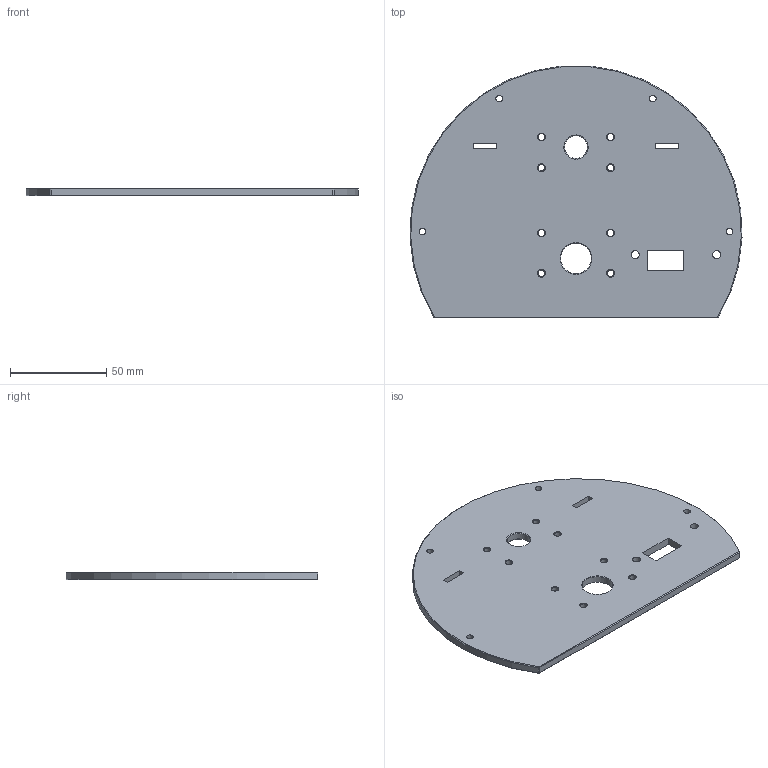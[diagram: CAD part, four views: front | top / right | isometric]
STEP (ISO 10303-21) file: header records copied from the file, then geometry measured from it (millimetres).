
FILE_DESCRIPTION(/* description */ (''),/* implementation_level */ '2;1');
FILE_NAME(/* name */ 'trickler_adapter_plate.step',/* time_stamp */ '2024-04-02T18:30:09+02:00',/* author */ (''),/* organization */ (''),/* preprocessor_version */ 'ST-DEVELOPER v20',/* originating_system */ 'Autodesk Translation Framework v12.20.1.177',/* authorisation */ '');
FILE_SCHEMA (('AUTOMOTIVE_DESIGN { 1 0 10303 214 3 1 1 }'));
Length unit declared in the file: millimetre
Products named in the file (1): trickler_adapter_plate
Bounding box: 172.9 x 131.19 x 4 mm (x, y, z)
Volume: 73768.8 mm3; surface area: 40179.4 mm2
Topology: 1 solids, 1 shells, 66 faces, 160 edges, 96 vertices
Faces by surface type: cone 30, cylinder 19, plane 17
Full cylindrical faces by diameter (mm): 3.4 x12, 4.2 x2, 12 x1, 16 x1
Entity records: 2032 total; most frequent: DIRECTION 362, CARTESIAN_POINT 323, ORIENTED_EDGE 320, EDGE_CURVE 160, AXIS2_PLACEMENT_3D 135, EDGE_LOOP 104, VERTEX_POINT 96, LINE 92
